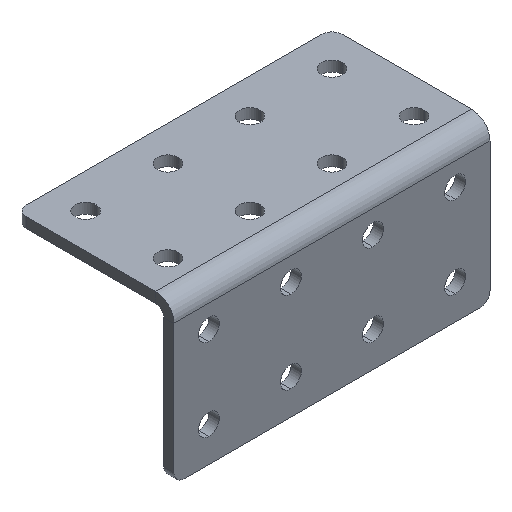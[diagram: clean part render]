
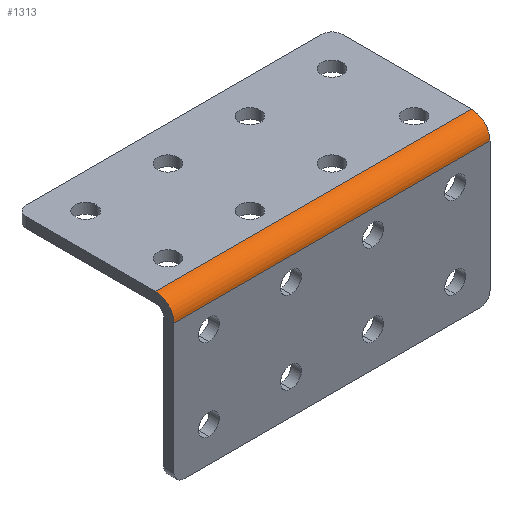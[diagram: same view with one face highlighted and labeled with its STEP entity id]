
A CAD part, isometric view. The second image highlights one B-rep face of the part: STEP entity #1313.
In plain terms, the highlighted cylindrical face has radius 4.5 mm (diameter 9 mm), a partial arc.
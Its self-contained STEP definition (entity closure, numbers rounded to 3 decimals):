
#33 = DIRECTION ( 'NONE',  ( 0., 0., 1. ) ) ;
#49 = EDGE_CURVE ( 'NONE', #561, #1582, #634, .T. ) ;
#191 = CARTESIAN_POINT ( 'NONE',  ( 77., 0., -4.5 ) ) ;
#194 = VERTEX_POINT ( 'NONE', #1838 ) ;
#223 = ORIENTED_EDGE ( 'NONE', *, *, #1383, .T. ) ;
#240 = DIRECTION ( 'NONE',  ( -1., 0., 0. ) ) ;
#309 = EDGE_CURVE ( 'NONE', #1528, #194, #1270, .T. ) ;
#323 = CARTESIAN_POINT ( 'NONE',  ( 77., 4.5, -4.5 ) ) ;
#487 = EDGE_LOOP ( 'NONE', ( #223, #1588, #1356, #979 ) ) ;
#493 = CARTESIAN_POINT ( 'NONE',  ( 0., 4.5, -4.5 ) ) ;
#497 = AXIS2_PLACEMENT_3D ( 'NONE', #493, #972, #805 ) ;
#525 = FACE_OUTER_BOUND ( 'NONE', #487, .T. ) ;
#540 = DIRECTION ( 'NONE',  ( 0., 0., 1. ) ) ;
#561 = VERTEX_POINT ( 'NONE', #1697 ) ;
#568 = CARTESIAN_POINT ( 'NONE',  ( 77., 0., -4.5 ) ) ;
#634 = LINE ( 'NONE', #1416, #1457 ) ;
#773 = DIRECTION ( 'NONE',  ( -1., 0., 0. ) ) ;
#805 = DIRECTION ( 'NONE',  ( 0., 0., 1. ) ) ;
#871 = EDGE_CURVE ( 'NONE', #561, #1528, #1720, .T. ) ;
#972 = DIRECTION ( 'NONE',  ( 1., 0., 0. ) ) ;
#979 = ORIENTED_EDGE ( 'NONE', *, *, #49, .T. ) ;
#1076 = DIRECTION ( 'NONE',  ( 1., 0., 0. ) ) ;
#1266 = CIRCLE ( 'NONE', #497, 4.5 ) ;
#1270 = LINE ( 'NONE', #191, #1620 ) ;
#1287 = CARTESIAN_POINT ( 'NONE',  ( 0., 4.5, 0. ) ) ;
#1313 = ADVANCED_FACE ( 'NONE', ( #525 ), #1713, .T. ) ;
#1356 = ORIENTED_EDGE ( 'NONE', *, *, #871, .F. ) ;
#1383 = EDGE_CURVE ( 'NONE', #1582, #194, #1266, .T. ) ;
#1399 = CARTESIAN_POINT ( 'NONE',  ( 77., 4.5, -4.5 ) ) ;
#1416 = CARTESIAN_POINT ( 'NONE',  ( 77., 4.5, 0. ) ) ;
#1457 = VECTOR ( 'NONE', #1550, 1000. ) ;
#1528 = VERTEX_POINT ( 'NONE', #568 ) ;
#1550 = DIRECTION ( 'NONE',  ( -1., 0., 0. ) ) ;
#1582 = VERTEX_POINT ( 'NONE', #1287 ) ;
#1588 = ORIENTED_EDGE ( 'NONE', *, *, #309, .F. ) ;
#1620 = VECTOR ( 'NONE', #240, 1000. ) ;
#1697 = CARTESIAN_POINT ( 'NONE',  ( 77., 4.5, 0. ) ) ;
#1713 = CYLINDRICAL_SURFACE ( 'NONE', #1887, 4.5 ) ;
#1720 = CIRCLE ( 'NONE', #1813, 4.5 ) ;
#1813 = AXIS2_PLACEMENT_3D ( 'NONE', #1399, #1076, #540 ) ;
#1838 = CARTESIAN_POINT ( 'NONE',  ( 0., 0., -4.5 ) ) ;
#1887 = AXIS2_PLACEMENT_3D ( 'NONE', #323, #773, #33 ) ;
